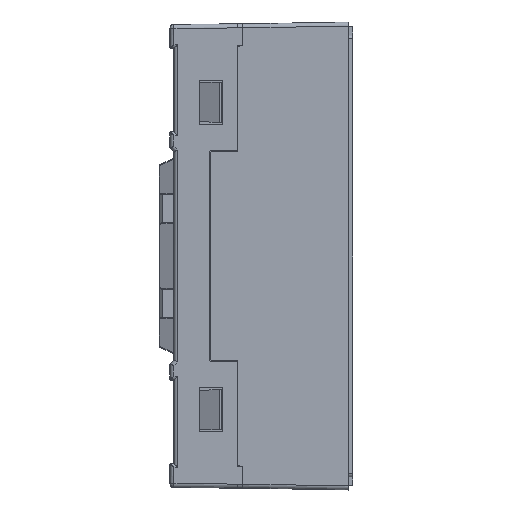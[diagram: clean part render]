
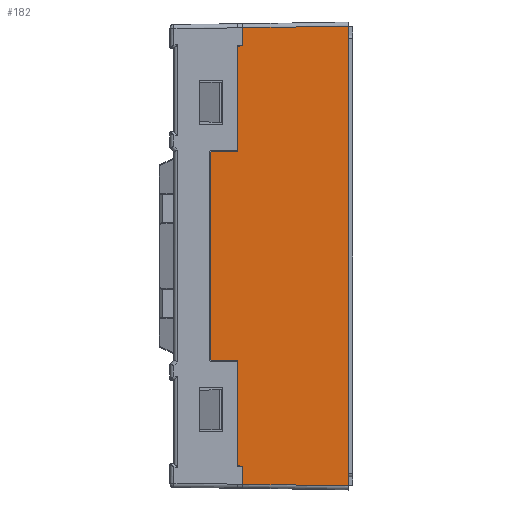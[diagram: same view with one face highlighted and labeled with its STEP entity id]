
A CAD part, left-side view. The second image highlights one B-rep face of the part: STEP entity #182.
In plain terms, the highlighted planar face has unit normal (-1, 0.018, 0).
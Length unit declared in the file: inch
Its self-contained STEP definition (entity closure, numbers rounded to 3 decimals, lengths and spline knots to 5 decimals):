
#40 = VERTEX_POINT ( 'NONE', #112503 ) ;
#182 = ADVANCED_FACE ( 'NONE', ( #106653 ), #8175, .T. ) ;
#1395 = CARTESIAN_POINT ( 'NONE',  ( -0.85879, 0.49733, -0.41719 ) ) ;
#1422 = LINE ( 'NONE', #98748, #30692 ) ;
#1475 = CARTESIAN_POINT ( 'NONE',  ( -0.86158, 0.33733, 1.21794 ) ) ;
#2453 = EDGE_LOOP ( 'NONE', ( #58990, #12005, #35191, #69382, #3213, #67890, #19274, #62799, #21748, #31836, #50870, #100559, #105532, #59179, #78226, #92737 ) ) ;
#3213 = ORIENTED_EDGE ( 'NONE', *, *, #40919, .F. ) ;
#4725 = EDGE_CURVE ( 'NONE', #85541, #24749, #66002, .T. ) ;
#5836 = VECTOR ( 'NONE', #40392, 39.37008 ) ;
#8175 = PLANE ( 'NONE',  #71878 ) ;
#9862 = LINE ( 'NONE', #20199, #111628 ) ;
#10076 = LINE ( 'NONE', #80861, #46278 ) ;
#10095 = LINE ( 'NONE', #62438, #32898 ) ;
#10386 = VECTOR ( 'NONE', #17924, 39.37008 ) ;
#11289 = CARTESIAN_POINT ( 'NONE',  ( -0.86115, 0.36233, -0.42191 ) ) ;
#12005 = ORIENTED_EDGE ( 'NONE', *, *, #39626, .T. ) ;
#12770 = CARTESIAN_POINT ( 'NONE',  ( -0.86158, 0.33733, 1.21794 ) ) ;
#13888 = CARTESIAN_POINT ( 'NONE',  ( -0.86088, 0.37741, 0.60726 ) ) ;
#15172 = CARTESIAN_POINT ( 'NONE',  ( -0.86158, 0.33733, -0.93922 ) ) ;
#17924 = DIRECTION ( 'NONE',  ( 0.017, 0.985, 0.174 ) ) ;
#19274 = ORIENTED_EDGE ( 'NONE', *, *, #83989, .T. ) ;
#20199 = CARTESIAN_POINT ( 'NONE',  ( -0.86158, 0.33733, 1.21794 ) ) ;
#20944 = EDGE_CURVE ( 'NONE', #24749, #39950, #78267, .T. ) ;
#21145 = VECTOR ( 'NONE', #97930, 39.37008 ) ;
#21248 = VECTOR ( 'NONE', #113468, 39.37008 ) ;
#21748 = ORIENTED_EDGE ( 'NONE', *, *, #62574, .F. ) ;
#24690 = EDGE_CURVE ( 'NONE', #87980, #44188, #90409, .T. ) ;
#24715 = VECTOR ( 'NONE', #82999, 39.37008 ) ;
#24749 = VERTEX_POINT ( 'NONE', #93084 ) ;
#24904 = CARTESIAN_POINT ( 'NONE',  ( -0.86395, 0.20179, -0.96312 ) ) ;
#25620 = CARTESIAN_POINT ( 'NONE',  ( -0.86158, 0.33733, 1.12734 ) ) ;
#25759 = EDGE_CURVE ( 'NONE', #44188, #26373, #9862, .T. ) ;
#25885 = CARTESIAN_POINT ( 'NONE',  ( -0.87066, -0.18267, 1.21794 ) ) ;
#26373 = VERTEX_POINT ( 'NONE', #91164 ) ;
#27725 = DIRECTION ( 'NONE',  ( 0., 0., 1. ) ) ;
#27766 = DIRECTION ( 'NONE',  ( -1., 0.017, 0. ) ) ;
#29048 = DIRECTION ( 'NONE',  ( 0.017, 0.985, -0.174 ) ) ;
#30052 = DIRECTION ( 'NONE',  ( 0., 0., 1. ) ) ;
#30692 = VECTOR ( 'NONE', #54334, 39.37008 ) ;
#31187 = VERTEX_POINT ( 'NONE', #80751 ) ;
#31836 = ORIENTED_EDGE ( 'NONE', *, *, #105620, .F. ) ;
#32898 = VECTOR ( 'NONE', #82598, 39.37008 ) ;
#33436 = VECTOR ( 'NONE', #80922, 39.37008 ) ;
#33699 = VERTEX_POINT ( 'NONE', #96250 ) ;
#35191 = ORIENTED_EDGE ( 'NONE', *, *, #52599, .F. ) ;
#39626 = EDGE_CURVE ( 'NONE', #87980, #86309, #10076, .T. ) ;
#39950 = VERTEX_POINT ( 'NONE', #80728 ) ;
#40392 = DIRECTION ( 'NONE',  ( 0., 0., 1. ) ) ;
#40864 = CARTESIAN_POINT ( 'NONE',  ( -0.86965, -0.12483, -0.43892 ) ) ;
#40919 = EDGE_CURVE ( 'NONE', #79851, #107773, #75479, .T. ) ;
#41204 = CARTESIAN_POINT ( 'NONE',  ( -0.85879, 0.49733, 0.09294 ) ) ;
#44188 = VERTEX_POINT ( 'NONE', #25620 ) ;
#44321 = CARTESIAN_POINT ( 'NONE',  ( -0.86158, 0.33733, 1.21794 ) ) ;
#46278 = VECTOR ( 'NONE', #29048, 39.37008 ) ;
#46328 = CARTESIAN_POINT ( 'NONE',  ( -0.86115, 0.36233, 1.12069 ) ) ;
#49102 = VECTOR ( 'NONE', #93115, 39.37008 ) ;
#50870 = ORIENTED_EDGE ( 'NONE', *, *, #60972, .F. ) ;
#52271 = CARTESIAN_POINT ( 'NONE',  ( -0.86158, 0.33733, -0.94145 ) ) ;
#52599 = EDGE_CURVE ( 'NONE', #31187, #86309, #72146, .T. ) ;
#54334 = DIRECTION ( 'NONE',  ( 0., 0., 1. ) ) ;
#54512 = EDGE_CURVE ( 'NONE', #40, #92186, #76974, .T. ) ;
#55784 = CARTESIAN_POINT ( 'NONE',  ( -0.85879, 0.49733, 0.60308 ) ) ;
#57611 = CARTESIAN_POINT ( 'NONE',  ( -0.86115, 0.36233, 0.60779 ) ) ;
#58990 = ORIENTED_EDGE ( 'NONE', *, *, #24690, .F. ) ;
#59179 = ORIENTED_EDGE ( 'NONE', *, *, #20944, .T. ) ;
#60444 = VERTEX_POINT ( 'NONE', #1395 ) ;
#60972 = EDGE_CURVE ( 'NONE', #112597, #76628, #91641, .T. ) ;
#62438 = CARTESIAN_POINT ( 'NONE',  ( -0.87066, -0.18262, 1.22095 ) ) ;
#62574 = EDGE_CURVE ( 'NONE', #33699, #40, #1422, .T. ) ;
#62799 = ORIENTED_EDGE ( 'NONE', *, *, #54512, .F. ) ;
#63469 = DIRECTION ( 'NONE',  ( 0., 0., 1. ) ) ;
#66002 = LINE ( 'NONE', #108683, #73328 ) ;
#67890 = ORIENTED_EDGE ( 'NONE', *, *, #78681, .F. ) ;
#69382 = ORIENTED_EDGE ( 'NONE', *, *, #78982, .F. ) ;
#71878 = AXIS2_PLACEMENT_3D ( 'NONE', #78978, #27766, #95694 ) ;
#72146 = LINE ( 'NONE', #107323, #106030 ) ;
#73328 = VECTOR ( 'NONE', #99442, 39.37008 ) ;
#73469 = VECTOR ( 'NONE', #92174, 39.37008 ) ;
#75479 = LINE ( 'NONE', #13888, #24715 ) ;
#76628 = VERTEX_POINT ( 'NONE', #15172 ) ;
#76974 = LINE ( 'NONE', #94256, #49102 ) ;
#78226 = ORIENTED_EDGE ( 'NONE', *, *, #99845, .T. ) ;
#78267 = LINE ( 'NONE', #25885, #21248 ) ;
#78681 = EDGE_CURVE ( 'NONE', #60444, #79851, #105126, .T. ) ;
#78965 = LINE ( 'NONE', #24904, #10386 ) ;
#78978 = CARTESIAN_POINT ( 'NONE',  ( -0.87066, -0.18267, 1.21794 ) ) ;
#78982 = EDGE_CURVE ( 'NONE', #107773, #31187, #84188, .T. ) ;
#79851 = VERTEX_POINT ( 'NONE', #55784 ) ;
#80352 = LINE ( 'NONE', #1475, #33436 ) ;
#80728 = CARTESIAN_POINT ( 'NONE',  ( -0.87066, -0.18267, 1.22095 ) ) ;
#80751 = CARTESIAN_POINT ( 'NONE',  ( -0.86115, 0.36233, 0.61281 ) ) ;
#80861 = CARTESIAN_POINT ( 'NONE',  ( -0.87066, -0.18287, 1.21683 ) ) ;
#80922 = DIRECTION ( 'NONE',  ( 0., 0., 1. ) ) ;
#82598 = DIRECTION ( 'NONE',  ( 0.017, 1., -0.017 ) ) ;
#82999 = DIRECTION ( 'NONE',  ( -0.017, -0.999, 0.035 ) ) ;
#83989 = EDGE_CURVE ( 'NONE', #60444, #92186, #84103, .T. ) ;
#84103 = LINE ( 'NONE', #40864, #73469 ) ;
#84188 = LINE ( 'NONE', #110189, #5836 ) ;
#85541 = VERTEX_POINT ( 'NONE', #96181 ) ;
#86309 = VERTEX_POINT ( 'NONE', #46328 ) ;
#86587 = VECTOR ( 'NONE', #95908, 39.37008 ) ;
#87980 = VERTEX_POINT ( 'NONE', #110757 ) ;
#90409 = LINE ( 'NONE', #44321, #21145 ) ;
#91164 = CARTESIAN_POINT ( 'NONE',  ( -0.86158, 0.33733, 1.21187 ) ) ;
#91641 = LINE ( 'NONE', #12770, #109405 ) ;
#92174 = DIRECTION ( 'NONE',  ( -0.017, -0.999, -0.035 ) ) ;
#92186 = VERTEX_POINT ( 'NONE', #11289 ) ;
#92737 = ORIENTED_EDGE ( 'NONE', *, *, #25759, .F. ) ;
#93084 = CARTESIAN_POINT ( 'NONE',  ( -0.87066, -0.18267, -1.03506 ) ) ;
#93115 = DIRECTION ( 'NONE',  ( 0., 0., 1. ) ) ;
#94256 = CARTESIAN_POINT ( 'NONE',  ( -0.86115, 0.36233, 1.21794 ) ) ;
#95694 = DIRECTION ( 'NONE',  ( 0.017, 1., 0. ) ) ;
#95908 = DIRECTION ( 'NONE',  ( 0., 0., 1. ) ) ;
#96181 = CARTESIAN_POINT ( 'NONE',  ( -0.86158, 0.33733, -1.02599 ) ) ;
#96250 = CARTESIAN_POINT ( 'NONE',  ( -0.86115, 0.36233, -0.93481 ) ) ;
#97930 = DIRECTION ( 'NONE',  ( 0., 0., 1. ) ) ;
#98748 = CARTESIAN_POINT ( 'NONE',  ( -0.86115, 0.36233, 1.21794 ) ) ;
#99442 = DIRECTION ( 'NONE',  ( -0.017, -1., -0.017 ) ) ;
#99845 = EDGE_CURVE ( 'NONE', #39950, #26373, #10095, .T. ) ;
#100559 = ORIENTED_EDGE ( 'NONE', *, *, #102068, .F. ) ;
#102068 = EDGE_CURVE ( 'NONE', #85541, #112597, #80352, .T. ) ;
#105126 = LINE ( 'NONE', #41204, #86587 ) ;
#105532 = ORIENTED_EDGE ( 'NONE', *, *, #4725, .T. ) ;
#105620 = EDGE_CURVE ( 'NONE', #76628, #33699, #78965, .T. ) ;
#106030 = VECTOR ( 'NONE', #63469, 39.37008 ) ;
#106653 = FACE_OUTER_BOUND ( 'NONE', #2453, .T. ) ;
#107323 = CARTESIAN_POINT ( 'NONE',  ( -0.86115, 0.36233, 1.21794 ) ) ;
#107773 = VERTEX_POINT ( 'NONE', #57611 ) ;
#108683 = CARTESIAN_POINT ( 'NONE',  ( -0.86998, -0.14337, -1.03438 ) ) ;
#109405 = VECTOR ( 'NONE', #30052, 39.37008 ) ;
#110189 = CARTESIAN_POINT ( 'NONE',  ( -0.86115, 0.36233, 1.21794 ) ) ;
#110757 = CARTESIAN_POINT ( 'NONE',  ( -0.86158, 0.33733, 1.1251 ) ) ;
#111628 = VECTOR ( 'NONE', #27725, 39.37008 ) ;
#112503 = CARTESIAN_POINT ( 'NONE',  ( -0.86115, 0.36233, -0.42693 ) ) ;
#112597 = VERTEX_POINT ( 'NONE', #52271 ) ;
#113468 = DIRECTION ( 'NONE',  ( 0., 0., 1. ) ) ;
